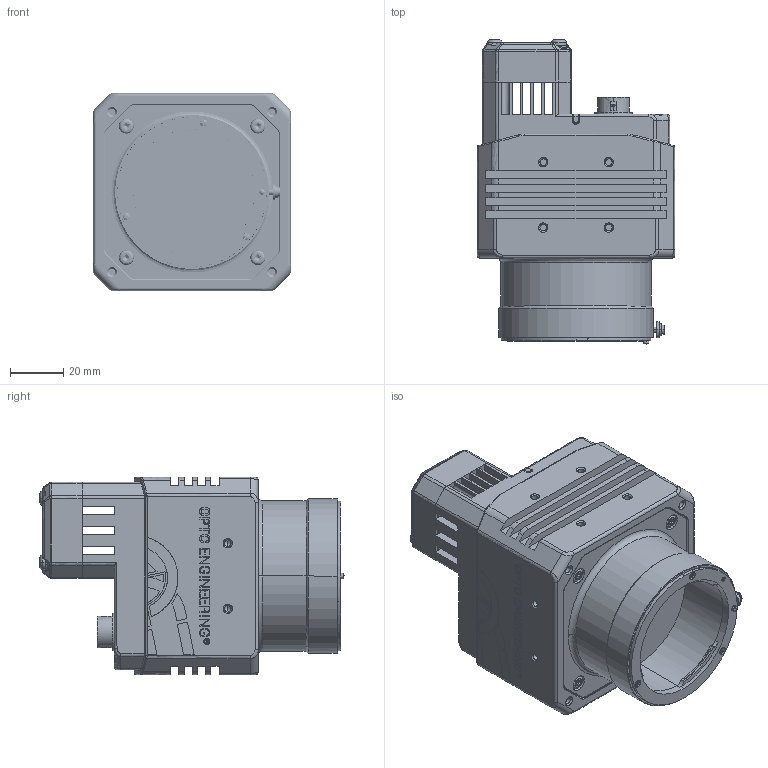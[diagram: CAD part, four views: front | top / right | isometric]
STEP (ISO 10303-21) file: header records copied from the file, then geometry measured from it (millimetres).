
FILE_DESCRIPTION (( 'STEP AP203' ), '1' );
FILE_NAME ('DP28949-B_COE-XXX-Y-10GIGE-TYPE5.step', '2021-11-29T11:12:06', ( '' ), ( '' ), 'SwSTEP 2.0', 'SolidWorks 2021', '' );
FILE_SCHEMA (( 'CONFIG_CONTROL_DESIGN' ));
Products named in the file (1): DP28949-B_COE-XXX-Y-10GIGE-TYPE5
Bounding box: 74.01 x 113.88 x 74 mm (x, y, z)
Surface area: 101098.7 mm2 (no closed solid volume)
Topology: 0 solids, 137 shells, 4204 faces, 11107 edges, 7145 vertices
Faces by surface type: plane 2318, bspline 1886
Entity records: 203446 total; most frequent: CARTESIAN_POINT 131823, ORIENTED_EDGE 21648, EDGE_CURVE 11051, B_SPLINE_CURVE_WITH_KNOTS 8599, VERTEX_POINT 7145, DIRECTION 4638, EDGE_LOOP 4530, ADVANCED_FACE 4204
